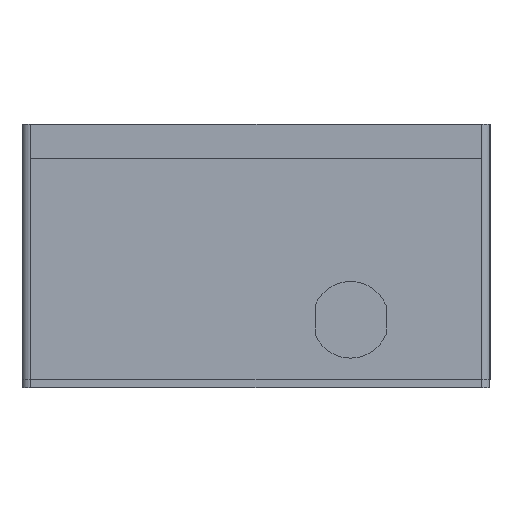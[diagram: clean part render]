
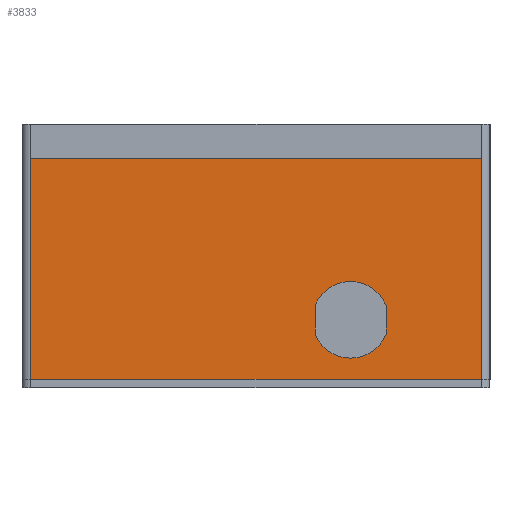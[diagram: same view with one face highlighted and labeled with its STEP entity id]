
A CAD part, left-side view. The second image highlights one B-rep face of the part: STEP entity #3833.
In plain terms, the highlighted planar face has unit normal (-1, 0, 0).
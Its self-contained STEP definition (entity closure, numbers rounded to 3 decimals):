
#352=FACE_BOUND('',#737,.T.);
#392=CIRCLE('',#4090,9.);
#393=CIRCLE('',#4093,9.);
#507=FACE_OUTER_BOUND('',#736,.T.);
#736=EDGE_LOOP('',(#2881,#2882,#2883,#2884));
#737=EDGE_LOOP('',(#2885,#2886,#2887,#2888));
#1006=LINE('',#5537,#1333);
#1021=LINE('',#5573,#1348);
#1025=LINE('',#5582,#1352);
#1033=LINE('',#5606,#1360);
#1054=LINE('',#5666,#1381);
#1055=LINE('',#5668,#1382);
#1333=VECTOR('',#4562,10.);
#1348=VECTOR('',#4597,10.);
#1352=VECTOR('',#4607,10.);
#1360=VECTOR('',#4635,10.);
#1381=VECTOR('',#4702,10.);
#1382=VECTOR('',#4705,10.);
#1658=VERTEX_POINT('',#5534);
#1659=VERTEX_POINT('',#5536);
#1669=VERTEX_POINT('',#5571);
#1670=VERTEX_POINT('',#5572);
#1671=VERTEX_POINT('',#5577);
#1672=VERTEX_POINT('',#5581);
#1676=VERTEX_POINT('',#5599);
#1678=VERTEX_POINT('',#5605);
#2078=EDGE_CURVE('',#1659,#1658,#1006,.T.);
#2098=EDGE_CURVE('',#1669,#1670,#1021,.T.);
#2101=EDGE_CURVE('',#1670,#1671,#392,.T.);
#2103=EDGE_CURVE('',#1671,#1672,#1025,.T.);
#2105=EDGE_CURVE('',#1672,#1669,#393,.T.);
#2115=EDGE_CURVE('',#1676,#1678,#1033,.T.);
#2145=EDGE_CURVE('',#1676,#1658,#1054,.T.);
#2146=EDGE_CURVE('',#1659,#1678,#1055,.T.);
#2881=ORIENTED_EDGE('',*,*,#2115,.T.);
#2882=ORIENTED_EDGE('',*,*,#2146,.F.);
#2883=ORIENTED_EDGE('',*,*,#2078,.T.);
#2884=ORIENTED_EDGE('',*,*,#2145,.F.);
#2885=ORIENTED_EDGE('',*,*,#2098,.T.);
#2886=ORIENTED_EDGE('',*,*,#2101,.T.);
#2887=ORIENTED_EDGE('',*,*,#2103,.T.);
#2888=ORIENTED_EDGE('',*,*,#2105,.T.);
#3726=PLANE('',#4125);
#3833=ADVANCED_FACE('',(#507,#352),#3726,.T.);
#4090=AXIS2_PLACEMENT_3D('',#5578,#4602,#4603);
#4093=AXIS2_PLACEMENT_3D('',#5585,#4611,#4612);
#4125=AXIS2_PLACEMENT_3D('',#5667,#4703,#4704);
#4562=DIRECTION('',(0.,-1.,0.));
#4597=DIRECTION('',(0.,0.,1.));
#4602=DIRECTION('center_axis',(1.,0.,0.));
#4603=DIRECTION('ref_axis',(0.,0.,-1.));
#4607=DIRECTION('',(0.,0.,-1.));
#4611=DIRECTION('center_axis',(1.,0.,0.));
#4612=DIRECTION('ref_axis',(0.,0.,-1.));
#4635=DIRECTION('',(0.,1.,0.));
#4702=DIRECTION('',(0.,0.,-1.));
#4703=DIRECTION('center_axis',(-1.,0.,0.));
#4704=DIRECTION('ref_axis',(0.,-1.,0.));
#4705=DIRECTION('',(0.,0.,1.));
#5534=CARTESIAN_POINT('',(0.,2.,0.));
#5536=CARTESIAN_POINT('',(0.,108.,0.));
#5537=CARTESIAN_POINT('',(0.,110.,0.));
#5571=CARTESIAN_POINT('',(0.,41.125,10.642));
#5572=CARTESIAN_POINT('',(0.,41.125,17.358));
#5573=CARTESIAN_POINT('',(0.,41.125,8.679));
#5577=CARTESIAN_POINT('',(0.,24.425,17.358));
#5578=CARTESIAN_POINT('Origin',(0.,32.775,14.));
#5581=CARTESIAN_POINT('',(0.,24.425,10.642));
#5582=CARTESIAN_POINT('',(0.,24.425,5.321));
#5585=CARTESIAN_POINT('Origin',(0.,32.775,14.));
#5599=CARTESIAN_POINT('',(0.,2.,52.));
#5605=CARTESIAN_POINT('',(0.,108.,52.));
#5606=CARTESIAN_POINT('',(0.,109.,52.));
#5666=CARTESIAN_POINT('',(0.,2.,0.));
#5667=CARTESIAN_POINT('Origin',(0.,110.,0.));
#5668=CARTESIAN_POINT('',(0.,108.,0.));
